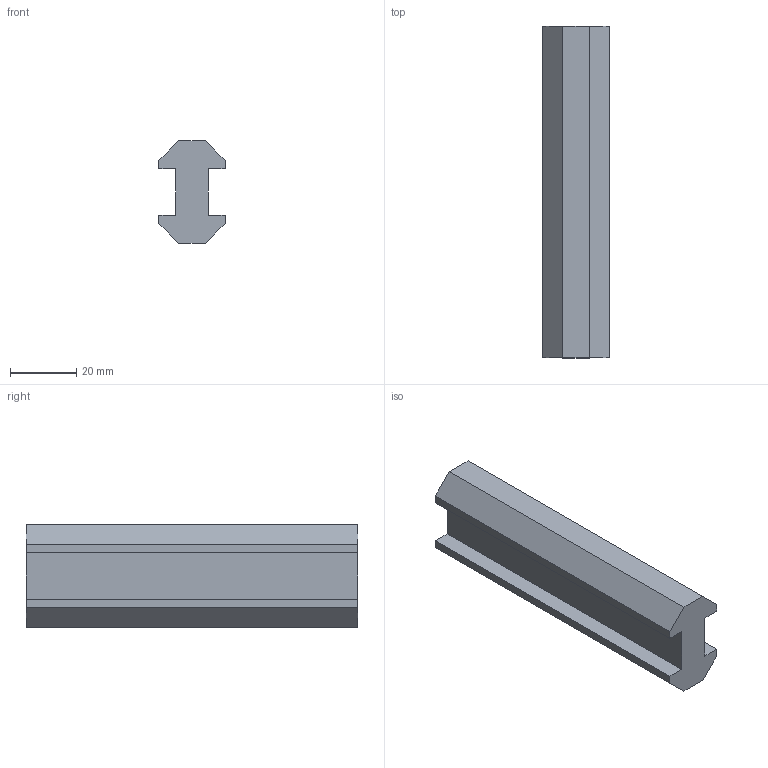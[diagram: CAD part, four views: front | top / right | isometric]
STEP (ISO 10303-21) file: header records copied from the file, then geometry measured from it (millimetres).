
FILE_DESCRIPTION((''),'2;1');
FILE_NAME('12028_PROFIL_VODILNI_PZ_U10_U10','2022-09-16T14:46:39',('PredragRovcanin'),('Audax d.o.o.'),'CREO PARAMETRIC BY PTC INC, 2020281','CREO PARAMETRIC BY PTC INC, 2020281','');
FILE_SCHEMA(('AUTOMOTIVE_DESIGN { 1 0 10303 214 1 1 1 1 }'));
Length unit declared in the file: millimetre
Products named in the file (1): 12028_PROFIL_VODILNI_PZ_U10_U10
Bounding box: 20 x 100 x 31 mm (x, y, z)
Volume: 40520 mm3; surface area: 11644.5 mm2
Topology: 1 solids, 1 shells, 18 faces, 48 edges, 32 vertices
Faces by surface type: plane 18
Entity records: 1172 total; most frequent: COLOUR_RGB 320, CARTESIAN_POINT 101, ORIENTED_EDGE 96, DIRECTION 86, PRESENTATION_STYLE_ASSIGNMENT 50, STYLED_ITEM 50, CURVE_STYLE 49, VECTOR 48
